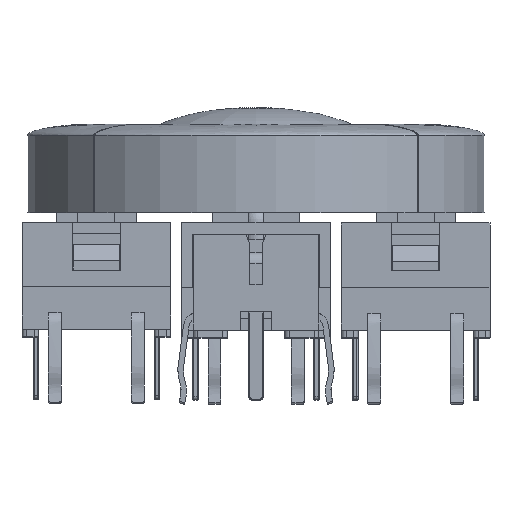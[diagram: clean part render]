
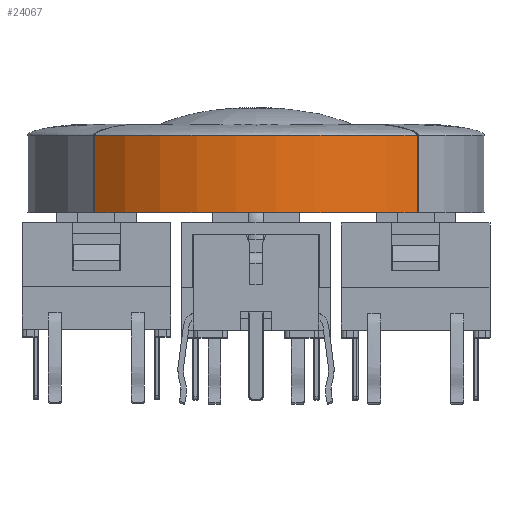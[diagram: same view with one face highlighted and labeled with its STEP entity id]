
A CAD part, front view. The second image highlights one B-rep face of the part: STEP entity #24067.
In plain terms, the highlighted cylindrical face has radius 12.4 mm (diameter 24.8 mm), a partial arc.
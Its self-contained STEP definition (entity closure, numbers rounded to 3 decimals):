
#23287 = VERTEX_POINT('',#23288);
#23288 = CARTESIAN_POINT('',(-8.733,-8.804,5.35));
#23593 = VERTEX_POINT('',#23594);
#23594 = CARTESIAN_POINT('',(-8.733,-8.804,1.15));
#23601 = EDGE_CURVE('',#23593,#23287,#23602,.T.);
#23602 = LINE('',#23603,#23604);
#23603 = CARTESIAN_POINT('',(-8.733,-8.804,1.15));
#23604 = VECTOR('',#23605,1.);
#23605 = DIRECTION('',(0.,0.,1.));
#23682 = VERTEX_POINT('',#23683);
#23683 = CARTESIAN_POINT('',(8.733,-8.804,5.35));
#24040 = VERTEX_POINT('',#24041);
#24041 = CARTESIAN_POINT('',(8.733,-8.804,1.15));
#24057 = EDGE_CURVE('',#23682,#24040,#24058,.T.);
#24058 = LINE('',#24059,#24060);
#24059 = CARTESIAN_POINT('',(8.733,-8.804,1.15));
#24060 = VECTOR('',#24061,1.);
#24061 = DIRECTION('',(0.,-0.,-1.));
#24067 = ADVANCED_FACE('',(#24068),#24086,.T.);
#24068 = FACE_BOUND('',#24069,.T.);
#24069 = EDGE_LOOP('',(#24070,#24071,#24078,#24079));
#24070 = ORIENTED_EDGE('',*,*,#23601,.F.);
#24071 = ORIENTED_EDGE('',*,*,#24072,.T.);
#24072 = EDGE_CURVE('',#23593,#24040,#24073,.T.);
#24073 = CIRCLE('',#24074,12.4);
#24074 = AXIS2_PLACEMENT_3D('',#24075,#24076,#24077);
#24075 = CARTESIAN_POINT('',(0.,0.,1.15));
#24076 = DIRECTION('',(0.,0.,1.));
#24077 = DIRECTION('',(-0.707,-0.707,0.));
#24078 = ORIENTED_EDGE('',*,*,#24057,.F.);
#24079 = ORIENTED_EDGE('',*,*,#24080,.F.);
#24080 = EDGE_CURVE('',#23287,#23682,#24081,.T.);
#24081 = CIRCLE('',#24082,12.4);
#24082 = AXIS2_PLACEMENT_3D('',#24083,#24084,#24085);
#24083 = CARTESIAN_POINT('',(0.,0.,5.35));
#24084 = DIRECTION('',(0.,0.,1.));
#24085 = DIRECTION('',(-0.707,-0.707,0.));
#24086 = CYLINDRICAL_SURFACE('',#24087,12.4);
#24087 = AXIS2_PLACEMENT_3D('',#24088,#24089,#24090);
#24088 = CARTESIAN_POINT('',(0.,0.,1.15));
#24089 = DIRECTION('',(0.,0.,1.));
#24090 = DIRECTION('',(-0.707,-0.707,0.));
